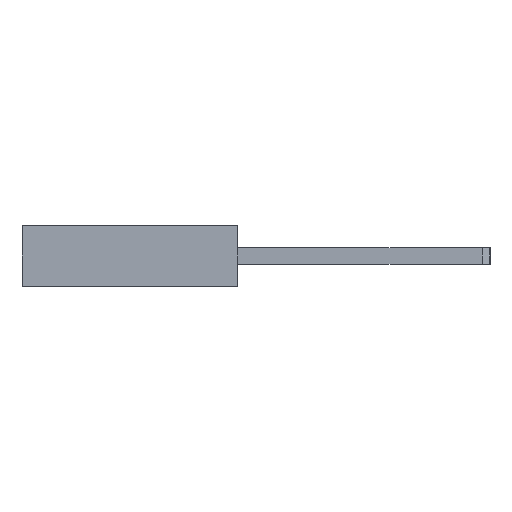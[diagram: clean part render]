
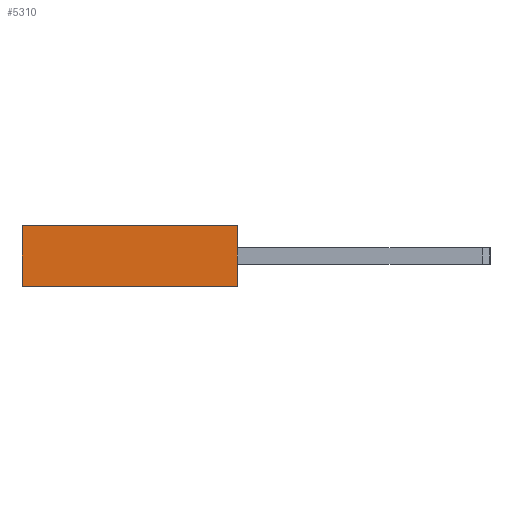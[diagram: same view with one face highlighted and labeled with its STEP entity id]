
A CAD part, left-side view. The second image highlights one B-rep face of the part: STEP entity #5310.
In plain terms, the highlighted planar face has unit normal (-1, 0, 0).
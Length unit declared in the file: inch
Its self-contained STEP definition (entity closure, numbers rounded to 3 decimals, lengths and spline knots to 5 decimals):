
#491=ORIENTED_EDGE('',*,*,#1872,.T.);
#492=ORIENTED_EDGE('',*,*,#1615,.F.);
#493=ORIENTED_EDGE('',*,*,#1905,.F.);
#494=ORIENTED_EDGE('',*,*,#1607,.T.);
#1607=EDGE_CURVE('',#2364,#2363,#2867,.T.);
#1615=EDGE_CURVE('',#2371,#2372,#2875,.T.);
#1872=EDGE_CURVE('',#2363,#2372,#3132,.T.);
#1905=EDGE_CURVE('',#2364,#2371,#3165,.T.);
#2363=VERTEX_POINT('',#7235);
#2364=VERTEX_POINT('',#7237);
#2371=VERTEX_POINT('',#7252);
#2372=VERTEX_POINT('',#7254);
#2867=LINE('',#7236,#3623);
#2875=LINE('',#7253,#3631);
#3132=LINE('',#7766,#3888);
#3165=LINE('',#7816,#3921);
#3623=VECTOR('',#5867,39.37008);
#3631=VECTOR('',#5877,39.37008);
#3888=VECTOR('',#6264,39.37008);
#3921=VECTOR('',#6331,39.37008);
#4398=EDGE_LOOP('',(#491,#492,#493,#494));
#4718=FACE_BOUND('',#4398,.T.);
#5038=PLANE('',#5608);
#5310=ADVANCED_FACE('',(#4718),#5038,.F.);
#5608=AXIS2_PLACEMENT_3D('',#7815,#6329,#6330);
#5867=DIRECTION('',(0.,-1.,0.));
#5877=DIRECTION('',(0.,-1.,0.));
#6264=DIRECTION('',(0.,0.,1.));
#6329=DIRECTION('',(1.,0.,0.));
#6330=DIRECTION('',(0.,0.,-1.));
#6331=DIRECTION('',(0.,0.,1.));
#7235=CARTESIAN_POINT('',(-0.81,0.,-0.0475));
#7236=CARTESIAN_POINT('',(-0.81,0.335,-0.0475));
#7237=CARTESIAN_POINT('',(-0.81,0.335,-0.0475));
#7252=CARTESIAN_POINT('',(-0.81,0.335,0.0475));
#7253=CARTESIAN_POINT('',(-0.81,0.335,0.0475));
#7254=CARTESIAN_POINT('',(-0.81,0.,0.0475));
#7766=CARTESIAN_POINT('',(-0.81,0.,-0.0475));
#7815=CARTESIAN_POINT('',(-0.81,0.335,-0.0475));
#7816=CARTESIAN_POINT('',(-0.81,0.335,-0.0475));
